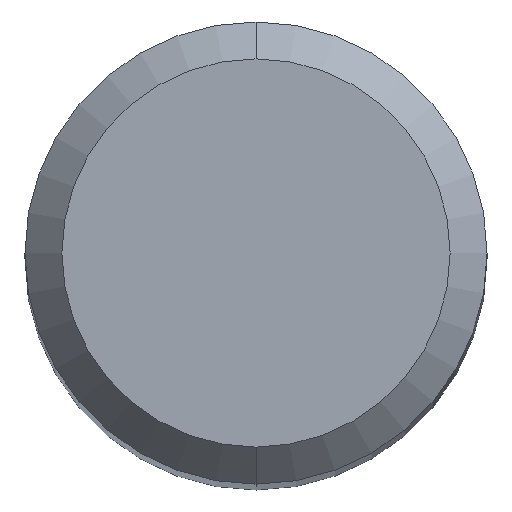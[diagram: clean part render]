
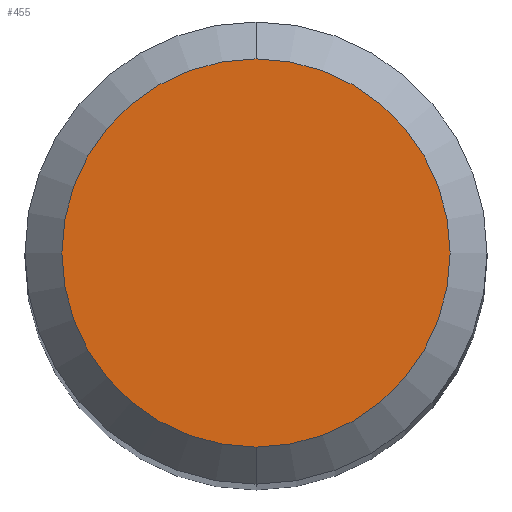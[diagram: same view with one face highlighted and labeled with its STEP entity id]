
A CAD part, top view. The second image highlights one B-rep face of the part: STEP entity #455.
In plain terms, the highlighted planar face has unit normal (0, 0, 1).
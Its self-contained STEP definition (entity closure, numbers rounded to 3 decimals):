
#217=VERTEX_POINT('',#527);
#219=VERTEX_POINT('',#529);
#441=EDGE_CURVE('',#219,#217,#775,.T.);
#443=EDGE_CURVE('',#217,#219,#777,.T.);
#455=ADVANCED_FACE('',(#791),#792,.T.);
#527=CARTESIAN_POINT('',(0.,-2.1,0.0));
#529=CARTESIAN_POINT('',(0.0,2.1,0.0));
#775=CIRCLE('',#1386,2.1);
#777=CIRCLE('',#1389,2.1);
#791=FACE_OUTER_BOUND('',#1407,.T.);
#792=PLANE('',#1408);
#1386=AXIS2_PLACEMENT_3D('',#1775,#1776,#1777);
#1389=AXIS2_PLACEMENT_3D('',#1778,#1779,#1780);
#1407=EDGE_LOOP('',(#1800,#1801));
#1408=AXIS2_PLACEMENT_3D('',#1802,#1803,#1804);
#1775=CARTESIAN_POINT('',(0.0,0.0,0.0));
#1776=DIRECTION('',(0.0,0.0,-1.0));
#1777=DIRECTION('',(0.0,1.0,0.0));
#1778=CARTESIAN_POINT('',(0.0,0.0,0.0));
#1779=DIRECTION('',(0.0,0.0,-1.0));
#1780=DIRECTION('',(0.0,1.0,0.0));
#1800=ORIENTED_EDGE('',*,*,#441,.F.);
#1801=ORIENTED_EDGE('',*,*,#443,.F.);
#1802=CARTESIAN_POINT('',(0.0,1.05,0.0));
#1803=DIRECTION('',(-0.0,0.0,1.0));
#1804=DIRECTION('',(0.0,-1.0,0.0));
